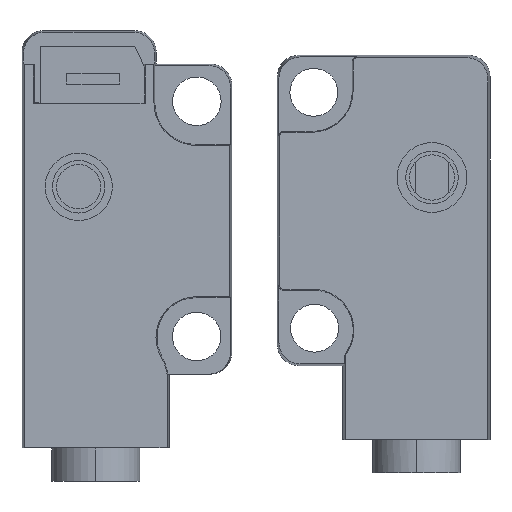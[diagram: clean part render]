
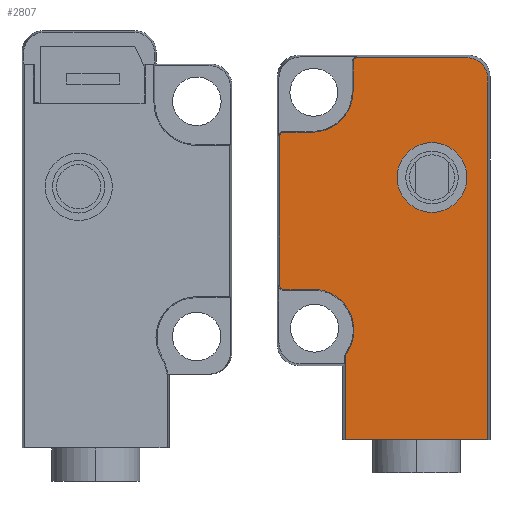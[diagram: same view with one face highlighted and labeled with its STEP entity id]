
A CAD part, left-side view. The second image highlights one B-rep face of the part: STEP entity #2807.
In plain terms, the highlighted planar face has unit normal (-1, 0, 0).
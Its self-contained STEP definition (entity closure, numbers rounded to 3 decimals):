
#1543=CARTESIAN_POINT('',(-4.2,-4.167,2.098));
#1544=DIRECTION('',(1.,0.,0.));
#1545=DIRECTION('',(0.,0.,-1.));
#1546=AXIS2_PLACEMENT_3D('',#1543,#1544,#1545);
#1548=CARTESIAN_POINT('',(-4.2,-4.167,2.098));
#1549=DIRECTION('',(1.,0.,0.));
#1550=DIRECTION('',(0.,0.,1.));
#1551=AXIS2_PLACEMENT_3D('',#1548,#1549,#1550);
#1553=DIRECTION('',(0.,1.,0.));
#1554=VECTOR('',#1553,1.322);
#1555=CARTESIAN_POINT('',(-4.2,1.416,4.208));
#1556=LINE('',#1555,#1554);
#1557=CARTESIAN_POINT('',(-4.2,1.416,6.111));
#1558=DIRECTION('',(1.,0.,0.));
#1559=DIRECTION('',(0.,-1.,0.));
#1560=AXIS2_PLACEMENT_3D('',#1557,#1558,#1559);
#1562=DIRECTION('',(0.,0.,-1.));
#1563=VECTOR('',#1562,1.377);
#1564=CARTESIAN_POINT('',(-4.2,-0.487,7.488));
#1565=LINE('',#1564,#1563);
#1566=DIRECTION('',(0.,0.,-1.));
#1567=VECTOR('',#1566,3.926);
#1568=CARTESIAN_POINT('',(-4.2,-0.117,-6.193));
#1569=LINE('',#1568,#1567);
#1570=CARTESIAN_POINT('',(-4.2,1.382,-5.015));
#1571=DIRECTION('',(1.,0.,0.));
#1572=DIRECTION('',(0.,-0.116,0.993));
#1573=AXIS2_PLACEMENT_3D('',#1570,#1571,#1572);
#1575=DIRECTION('',(0.,-1.,0.));
#1576=VECTOR('',#1575,1.578);
#1577=CARTESIAN_POINT('',(-4.2,2.738,-3.123));
#1578=LINE('',#1577,#1576);
#1583=DIRECTION('',(0.,0.,1.));
#1584=VECTOR('',#1583,6.931);
#1585=CARTESIAN_POINT('',(-4.2,2.938,-2.923));
#1586=LINE('',#1585,#1584);
#1599=CARTESIAN_POINT('',(-4.2,2.879,4.149));
#1600=CARTESIAN_POINT('',(-4.2,2.84,4.188));
#1601=CARTESIAN_POINT('',(-4.2,2.793,4.208));
#1602=CARTESIAN_POINT('',(-4.2,2.738,4.208));
#1604=CARTESIAN_POINT('',(-4.2,2.938,4.008));
#1605=CARTESIAN_POINT('',(-4.2,2.938,4.063));
#1606=CARTESIAN_POINT('',(-4.2,2.918,4.11));
#1607=CARTESIAN_POINT('',(-4.2,2.879,4.149));
#1635=CARTESIAN_POINT('',(-4.2,-0.487,7.488));
#1636=CARTESIAN_POINT('',(-4.2,-0.487,7.521));
#1637=CARTESIAN_POINT('',(-4.2,-0.502,7.573));
#1638=CARTESIAN_POINT('',(-4.2,-0.543,7.632));
#1639=CARTESIAN_POINT('',(-4.2,-0.602,7.673));
#1640=CARTESIAN_POINT('',(-4.2,-0.654,7.688));
#1641=CARTESIAN_POINT('',(-4.2,-0.687,7.688));
#1655=DIRECTION('',(0.,-1.,0.));
#1656=VECTOR('',#1655,5.08);
#1657=CARTESIAN_POINT('',(-4.2,-0.687,7.688));
#1658=LINE('',#1657,#1656);
#1667=CARTESIAN_POINT('',(-4.2,-6.474,7.395));
#1668=CARTESIAN_POINT('',(-4.2,-6.572,7.297));
#1669=CARTESIAN_POINT('',(-4.2,-6.712,7.08));
#1670=CARTESIAN_POINT('',(-4.2,-6.767,6.826));
#1671=CARTESIAN_POINT('',(-4.2,-6.767,6.688));
#1673=CARTESIAN_POINT('',(-4.2,-5.767,7.688));
#1674=CARTESIAN_POINT('',(-4.2,-5.905,7.688));
#1675=CARTESIAN_POINT('',(-4.2,-6.159,7.633));
#1676=CARTESIAN_POINT('',(-4.2,-6.377,7.493));
#1677=CARTESIAN_POINT('',(-4.2,-6.474,7.395));
#1691=DIRECTION('',(0.,0.,-1.));
#1692=VECTOR('',#1691,16.807);
#1693=CARTESIAN_POINT('',(-4.2,-6.767,6.688));
#1694=LINE('',#1693,#1692);
#1704=DIRECTION('',(0.,1.,0.));
#1705=VECTOR('',#1704,2.875);
#1706=CARTESIAN_POINT('',(-4.2,-6.767,-10.119));
#1707=LINE('',#1706,#1705);
#1716=DIRECTION('',(0.,1.,0.));
#1717=VECTOR('',#1716,2.875);
#1718=CARTESIAN_POINT('',(-4.2,-2.992,-10.119));
#1719=LINE('',#1718,#1717);
#1743=DIRECTION('',(0.,1.,0.));
#1744=VECTOR('',#1743,0.9);
#1745=CARTESIAN_POINT('',(-4.2,-3.892,-10.119));
#1746=LINE('',#1745,#1744);
#2285=CARTESIAN_POINT('',(-4.2,2.738,-3.123));
#2286=CARTESIAN_POINT('',(-4.2,2.771,-3.123));
#2287=CARTESIAN_POINT('',(-4.2,2.823,-3.108));
#2288=CARTESIAN_POINT('',(-4.2,2.882,-3.067));
#2289=CARTESIAN_POINT('',(-4.2,2.923,-3.008));
#2290=CARTESIAN_POINT('',(-4.2,2.938,-2.956));
#2291=CARTESIAN_POINT('',(-4.2,2.938,-2.923));
#2389=CARTESIAN_POINT('',(-4.2,-3.892,-10.119));
#2390=CARTESIAN_POINT('',(-4.2,-2.992,-10.119));
#2391=VERTEX_POINT('',#2389);
#2392=VERTEX_POINT('',#2390);
#2393=CARTESIAN_POINT('',(-4.2,2.938,-2.923));
#2394=CARTESIAN_POINT('',(-4.2,2.938,4.008));
#2395=VERTEX_POINT('',#2393);
#2396=VERTEX_POINT('',#2394);
#2397=VERTEX_POINT('',#2285);
#2398=CARTESIAN_POINT('',(-4.2,1.16,-3.123));
#2399=VERTEX_POINT('',#2398);
#2400=CARTESIAN_POINT('',(-4.2,-0.117,-6.193));
#2401=VERTEX_POINT('',#2400);
#2402=CARTESIAN_POINT('',(-4.2,-0.117,-10.119));
#2403=VERTEX_POINT('',#2402);
#2404=CARTESIAN_POINT('',(-4.2,-6.767,-10.119));
#2405=VERTEX_POINT('',#2404);
#2406=CARTESIAN_POINT('',(-4.2,-6.767,6.688));
#2407=VERTEX_POINT('',#2406);
#2408=VERTEX_POINT('',#1667);
#2409=VERTEX_POINT('',#1673);
#2410=CARTESIAN_POINT('',(-4.2,-0.687,7.688));
#2411=VERTEX_POINT('',#2410);
#2412=VERTEX_POINT('',#1635);
#2413=CARTESIAN_POINT('',(-4.2,-0.487,6.111));
#2414=VERTEX_POINT('',#2413);
#2415=CARTESIAN_POINT('',(-4.2,1.416,4.208));
#2416=VERTEX_POINT('',#2415);
#2417=CARTESIAN_POINT('',(-4.2,2.738,4.208));
#2418=VERTEX_POINT('',#2417);
#2419=VERTEX_POINT('',#1599);
#2580=CARTESIAN_POINT('',(-4.2,-4.167,0.473));
#2582=VERTEX_POINT('',#2580);
#2584=CARTESIAN_POINT('',(-4.2,-4.167,3.723));
#2586=VERTEX_POINT('',#2584);
#2759=CARTESIAN_POINT('',(-4.2,1.343,6.067));
#2760=DIRECTION('',(-1.,0.,0.));
#2761=DIRECTION('',(0.,0.,-1.));
#2762=AXIS2_PLACEMENT_3D('',#2759,#2760,#2761);
#2763=PLANE('',#2762);
#2765=ORIENTED_EDGE('',*,*,#2764,.T.);
#2767=ORIENTED_EDGE('',*,*,#2766,.T.);
#2769=ORIENTED_EDGE('',*,*,#2768,.T.);
#2771=ORIENTED_EDGE('',*,*,#2770,.F.);
#2773=ORIENTED_EDGE('',*,*,#2772,.F.);
#2775=ORIENTED_EDGE('',*,*,#2774,.F.);
#2777=ORIENTED_EDGE('',*,*,#2776,.T.);
#2779=ORIENTED_EDGE('',*,*,#2778,.T.);
#2781=ORIENTED_EDGE('',*,*,#2780,.T.);
#2783=ORIENTED_EDGE('',*,*,#2782,.T.);
#2785=ORIENTED_EDGE('',*,*,#2784,.T.);
#2787=ORIENTED_EDGE('',*,*,#2786,.T.);
#2789=ORIENTED_EDGE('',*,*,#2788,.T.);
#2791=ORIENTED_EDGE('',*,*,#2790,.T.);
#2793=ORIENTED_EDGE('',*,*,#2792,.F.);
#2795=ORIENTED_EDGE('',*,*,#2794,.F.);
#2797=ORIENTED_EDGE('',*,*,#2796,.F.);
#2799=ORIENTED_EDGE('',*,*,#2798,.T.);
#2800=EDGE_LOOP('',(#2765,#2767,#2769,#2771,#2773,#2775,#2777,#2779,#2781,#2783,
#2785,#2787,#2789,#2791,#2793,#2795,#2797,#2799));
#2801=FACE_OUTER_BOUND('',#2800,.F.);
#2802=ORIENTED_EDGE('',*,*,#2749,.F.);
#2804=ORIENTED_EDGE('',*,*,#2803,.F.);
#2805=EDGE_LOOP('',(#2802,#2804));
#2806=FACE_BOUND('',#2805,.F.);
#1547=CIRCLE('',#1546,1.625);
#1552=CIRCLE('',#1551,1.625);
#1561=CIRCLE('',#1560,1.903);
#1574=CIRCLE('',#1573,1.906);
#1603=B_SPLINE_CURVE_WITH_KNOTS('',3,(#1599,#1600,#1601,#1602),.UNSPECIFIED.,
.F.,.F.,(4,4),(0.,1.),.UNSPECIFIED.);
#1608=B_SPLINE_CURVE_WITH_KNOTS('',3,(#1604,#1605,#1606,#1607),.UNSPECIFIED.,
.F.,.F.,(4,4),(0.,1.),.UNSPECIFIED.);
#1642=B_SPLINE_CURVE_WITH_KNOTS('',3,(#1635,#1636,#1637,#1638,#1639,#1640,
#1641),.UNSPECIFIED.,.F.,.F.,(4,1,1,1,4),(0.,0.25,0.5,0.75,1.),
.UNSPECIFIED.);
#1672=B_SPLINE_CURVE_WITH_KNOTS('',3,(#1667,#1668,#1669,#1670,#1671),
.UNSPECIFIED.,.F.,.F.,(4,1,4),(0.,0.5,1.),.UNSPECIFIED.);
#1678=B_SPLINE_CURVE_WITH_KNOTS('',3,(#1673,#1674,#1675,#1676,#1677),
.UNSPECIFIED.,.F.,.F.,(4,1,4),(0.,0.5,1.),.UNSPECIFIED.);
#2292=B_SPLINE_CURVE_WITH_KNOTS('',3,(#2285,#2286,#2287,#2288,#2289,#2290,
#2291),.UNSPECIFIED.,.F.,.F.,(4,1,1,1,4),(0.,0.25,0.5,0.75,1.),
.UNSPECIFIED.);
#2749=EDGE_CURVE('',#2582,#2586,#1547,.T.);
#2764=EDGE_CURVE('',#2395,#2396,#1586,.T.);
#2766=EDGE_CURVE('',#2396,#2419,#1608,.T.);
#2768=EDGE_CURVE('',#2419,#2418,#1603,.T.);
#2770=EDGE_CURVE('',#2416,#2418,#1556,.T.);
#2772=EDGE_CURVE('',#2414,#2416,#1561,.T.);
#2774=EDGE_CURVE('',#2412,#2414,#1565,.T.);
#2776=EDGE_CURVE('',#2412,#2411,#1642,.T.);
#2778=EDGE_CURVE('',#2411,#2409,#1658,.T.);
#2780=EDGE_CURVE('',#2409,#2408,#1678,.T.);
#2782=EDGE_CURVE('',#2408,#2407,#1672,.T.);
#2784=EDGE_CURVE('',#2407,#2405,#1694,.T.);
#2786=EDGE_CURVE('',#2405,#2391,#1707,.T.);
#2788=EDGE_CURVE('',#2391,#2392,#1746,.T.);
#2790=EDGE_CURVE('',#2392,#2403,#1719,.T.);
#2792=EDGE_CURVE('',#2401,#2403,#1569,.T.);
#2794=EDGE_CURVE('',#2399,#2401,#1574,.T.);
#2796=EDGE_CURVE('',#2397,#2399,#1578,.T.);
#2798=EDGE_CURVE('',#2397,#2395,#2292,.T.);
#2803=EDGE_CURVE('',#2586,#2582,#1552,.T.);
#2807=ADVANCED_FACE('',(#2801,#2806),#2763,.T.);
